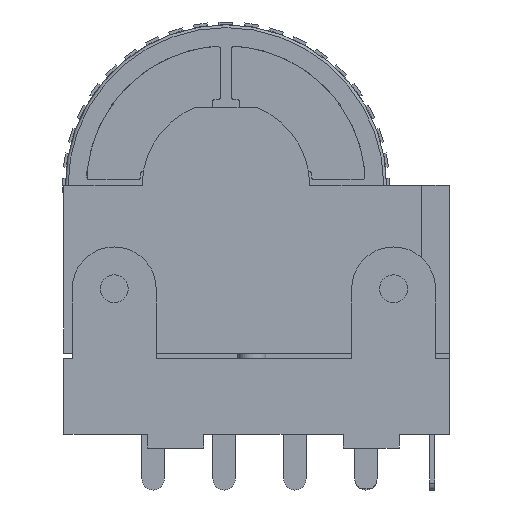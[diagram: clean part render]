
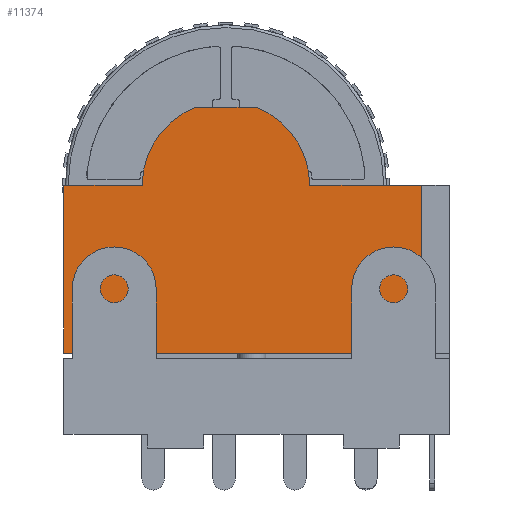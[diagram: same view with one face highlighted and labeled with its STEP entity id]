
A CAD part, front view. The second image highlights one B-rep face of the part: STEP entity #11374.
In plain terms, the highlighted planar face has unit normal (0, -1, 0).
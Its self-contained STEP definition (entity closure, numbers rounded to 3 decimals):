
#10833=CARTESIAN_POINT('',(0.,0.75,4.95));
#10834=VERTEX_POINT('',#10833);
#10865=CARTESIAN_POINT('',(12.8,0.75,4.95));
#10866=VERTEX_POINT('',#10865);
#10873=CARTESIAN_POINT('',(0.,0.75,4.95));
#10874=DIRECTION('',(1.,-0.,-0.));
#10875=VECTOR('',#10874,12.8);
#10876=LINE('',#10873,#10875);
#10877=EDGE_CURVE('',#10834,#10866,#10876,.T.);
#10972=CARTESIAN_POINT('',(0.,0.75,10.95));
#10973=VERTEX_POINT('',#10972);
#10974=CARTESIAN_POINT('',(0.,0.75,10.95));
#10975=DIRECTION('',(-0.,0.,-1.));
#10976=VECTOR('',#10975,6.);
#10977=LINE('',#10974,#10976);
#10978=EDGE_CURVE('',#10973,#10834,#10977,.T.);
#11030=CARTESIAN_POINT('',(8.8,0.75,10.95));
#11031=VERTEX_POINT('',#11030);
#11038=CARTESIAN_POINT('',(12.8,0.75,10.95));
#11039=VERTEX_POINT('',#11038);
#11040=CARTESIAN_POINT('',(8.8,0.75,10.95));
#11041=DIRECTION('',(1.,0.,-0.));
#11042=VECTOR('',#11041,4.);
#11043=LINE('',#11040,#11042);
#11044=EDGE_CURVE('',#11031,#11039,#11043,.T.);
#11280=CARTESIAN_POINT('',(6.877,0.75,13.75));
#11281=VERTEX_POINT('',#11280);
#11282=CARTESIAN_POINT('',(5.8,0.75,10.95));
#11283=DIRECTION('',(0.,-1.,-0.));
#11284=DIRECTION('',(1.,0.,0.));
#11285=AXIS2_PLACEMENT_3D('',#11282,#11283,#11284);
#11286=CIRCLE('',#11285,3.);
#11287=EDGE_CURVE('',#11031,#11281,#11286,.T.);
#11305=CARTESIAN_POINT('',(4.723,0.75,13.75));
#11306=VERTEX_POINT('',#11305);
#11307=CARTESIAN_POINT('',(6.877,0.75,13.75));
#11308=DIRECTION('',(-1.,0.,0.));
#11309=VECTOR('',#11308,2.154);
#11310=LINE('',#11307,#11309);
#11311=EDGE_CURVE('',#11281,#11306,#11310,.T.);
#11329=CARTESIAN_POINT('',(2.8,0.75,10.95));
#11330=VERTEX_POINT('',#11329);
#11331=CARTESIAN_POINT('',(5.8,0.75,10.95));
#11332=DIRECTION('',(0.,-1.,-0.));
#11333=DIRECTION('',(1.,0.,0.));
#11334=AXIS2_PLACEMENT_3D('',#11331,#11332,#11333);
#11335=CIRCLE('',#11334,3.);
#11336=EDGE_CURVE('',#11306,#11330,#11335,.T.);
#11349=CARTESIAN_POINT('',(12.8,0.75,10.95));
#11350=DIRECTION('',(0.,1.,0.));
#11351=DIRECTION('',(-1.,0.,0.));
#11352=AXIS2_PLACEMENT_3D('',#11349,#11350,#11351);
#11353=PLANE('',#11352);
#11354=ORIENTED_EDGE('',*,*,#10877,.T.);
#11355=CARTESIAN_POINT('',(12.8,0.75,10.95));
#11356=DIRECTION('',(-0.,0.,-1.));
#11357=VECTOR('',#11356,6.);
#11358=LINE('',#11355,#11357);
#11359=EDGE_CURVE('',#11039,#10866,#11358,.T.);
#11360=ORIENTED_EDGE('',*,*,#11359,.F.);
#11361=ORIENTED_EDGE('',*,*,#11044,.F.);
#11362=ORIENTED_EDGE('',*,*,#11287,.T.);
#11363=ORIENTED_EDGE('',*,*,#11311,.T.);
#11364=ORIENTED_EDGE('',*,*,#11336,.T.);
#11365=CARTESIAN_POINT('',(0.,0.75,10.95));
#11366=DIRECTION('',(1.,0.,-0.));
#11367=VECTOR('',#11366,2.8);
#11368=LINE('',#11365,#11367);
#11369=EDGE_CURVE('',#10973,#11330,#11368,.T.);
#11370=ORIENTED_EDGE('',*,*,#11369,.F.);
#11371=ORIENTED_EDGE('',*,*,#10978,.T.);
#11372=EDGE_LOOP('',(#11354,#11360,#11361,#11362,#11363,#11364,#11370,#11371));
#11373=FACE_BOUND('',#11372,.T.);
#11374=ADVANCED_FACE('',(#11373),#11353,.F.);
